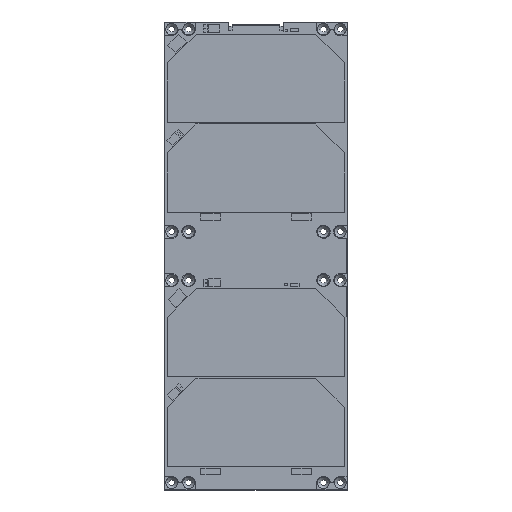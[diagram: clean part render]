
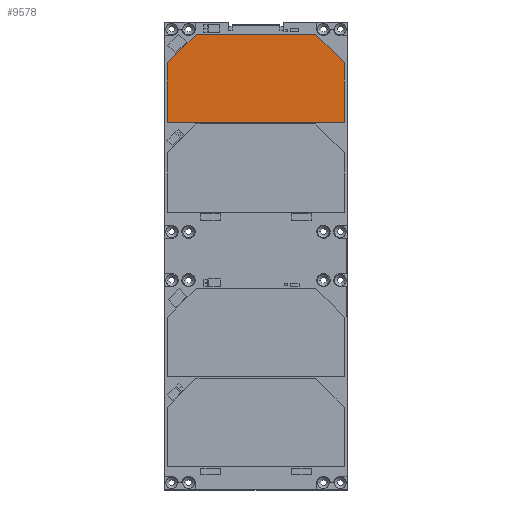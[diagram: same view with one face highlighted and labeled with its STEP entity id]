
A CAD part, top view. The second image highlights one B-rep face of the part: STEP entity #9578.
In plain terms, the highlighted planar face has unit normal (0, 0, 1).
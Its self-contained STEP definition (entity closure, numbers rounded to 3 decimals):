
#2924=DIRECTION('',(0.,-1.,0.));
#2925=VECTOR('',#2924,27.);
#2926=CARTESIAN_POINT('',(-40.02,87.32,0.28));
#2927=LINE('',#2926,#2925);
#2928=DIRECTION('',(-0.707,-0.707,0.));
#2929=VECTOR('',#2928,18.385);
#2930=CARTESIAN_POINT('',(-27.02,100.32,0.28));
#2931=LINE('',#2930,#2929);
#2932=DIRECTION('',(-1.,0.,0.));
#2933=VECTOR('',#2932,54.);
#2934=CARTESIAN_POINT('',(26.98,100.32,0.28));
#2935=LINE('',#2934,#2933);
#2936=DIRECTION('',(-0.707,0.707,0.));
#2937=VECTOR('',#2936,18.385);
#2938=CARTESIAN_POINT('',(39.98,87.32,0.28));
#2939=LINE('',#2938,#2937);
#2940=DIRECTION('',(0.,1.,0.));
#2941=VECTOR('',#2940,27.);
#2942=CARTESIAN_POINT('',(39.98,60.32,0.28));
#2943=LINE('',#2942,#2941);
#2944=DIRECTION('',(1.,0.,0.));
#2945=VECTOR('',#2944,80.);
#2946=CARTESIAN_POINT('',(-40.02,60.32,0.28));
#2947=LINE('',#2946,#2945);
#4220=CARTESIAN_POINT('',(-40.02,87.32,0.28));
#4221=CARTESIAN_POINT('',(-40.02,60.32,0.28));
#4222=VERTEX_POINT('',#4220);
#4223=VERTEX_POINT('',#4221);
#4224=CARTESIAN_POINT('',(39.98,60.32,0.28));
#4225=VERTEX_POINT('',#4224);
#4226=CARTESIAN_POINT('',(39.98,87.32,0.28));
#4227=VERTEX_POINT('',#4226);
#4228=CARTESIAN_POINT('',(26.98,100.32,0.28));
#4229=VERTEX_POINT('',#4228);
#4230=CARTESIAN_POINT('',(-27.02,100.32,0.28));
#4231=VERTEX_POINT('',#4230);
#9565=CARTESIAN_POINT('',(-41.3,7.75,0.28));
#9566=DIRECTION('',(0.,0.,1.));
#9567=DIRECTION('',(1.,0.,0.));
#9568=AXIS2_PLACEMENT_3D('',#9565,#9566,#9567);
#9569=PLANE('',#9568);
#9570=ORIENTED_EDGE('',*,*,#9447,.F.);
#9571=ORIENTED_EDGE('',*,*,#9469,.F.);
#9572=ORIENTED_EDGE('',*,*,#9490,.F.);
#9573=ORIENTED_EDGE('',*,*,#9511,.F.);
#9574=ORIENTED_EDGE('',*,*,#9532,.F.);
#9575=ORIENTED_EDGE('',*,*,#9552,.F.);
#9576=EDGE_LOOP('',(#9570,#9571,#9572,#9573,#9574,#9575));
#9577=FACE_OUTER_BOUND('',#9576,.F.);
#9447=EDGE_CURVE('',#4222,#4223,#2927,.T.);
#9469=EDGE_CURVE('',#4231,#4222,#2931,.T.);
#9490=EDGE_CURVE('',#4229,#4231,#2935,.T.);
#9511=EDGE_CURVE('',#4227,#4229,#2939,.T.);
#9532=EDGE_CURVE('',#4225,#4227,#2943,.T.);
#9552=EDGE_CURVE('',#4223,#4225,#2947,.T.);
#9578=ADVANCED_FACE('',(#9577),#9569,.T.);
